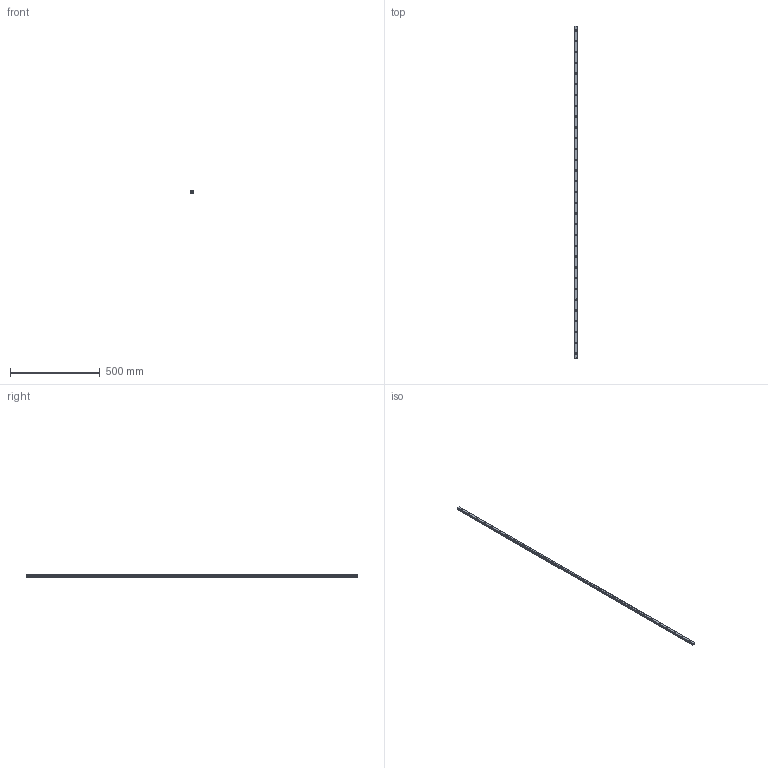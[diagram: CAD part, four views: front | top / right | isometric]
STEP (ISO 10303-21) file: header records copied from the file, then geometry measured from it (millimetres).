
FILE_DESCRIPTION(('STEP AP214'),'1');
FILE_NAME('cctmp_1B68EFCE-9B0B-4EE2-93D9-6C4B825C8880_2021_02_03_11_03_19_0428..stp','2021-02-03T10:03:19',('HIWIN GmbH'),('CADClick - www.CADClick.com'),'Spatial InterOp 3D',' ','unknown authorization');
FILE_SCHEMA(('AUTOMOTIVE_DESIGN'));
Length unit declared in the file: millimetre
Products named in the file (1): EGR15U1850C_FILE
Bounding box: 15 x 1850 x 12.5 mm (x, y, z)
Volume: 294653.1 mm3; surface area: 112825.2 mm2
Topology: 1 solids, 1 shells, 413 faces, 1035 edges, 690 vertices
Faces by surface type: plane 209, cylinder 204
Entity records: 15929 total; most frequent: DIRECTION 2395, CARTESIAN_POINT 2139, ORIENTED_EDGE 2070, EDGE_CURVE 1035, AXIS2_PLACEMENT_3D 946, VERTEX_POINT 690, LINE 503, VECTOR 503
